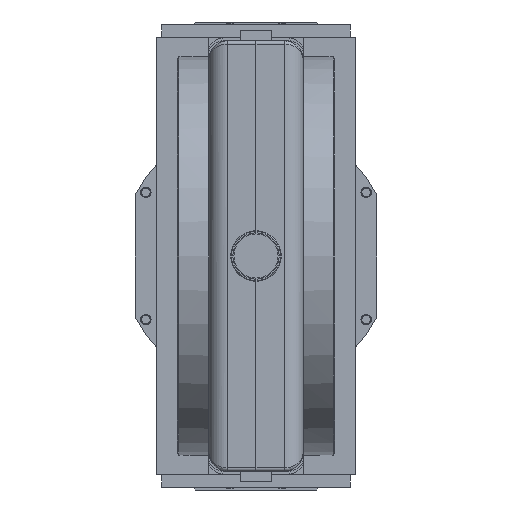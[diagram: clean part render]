
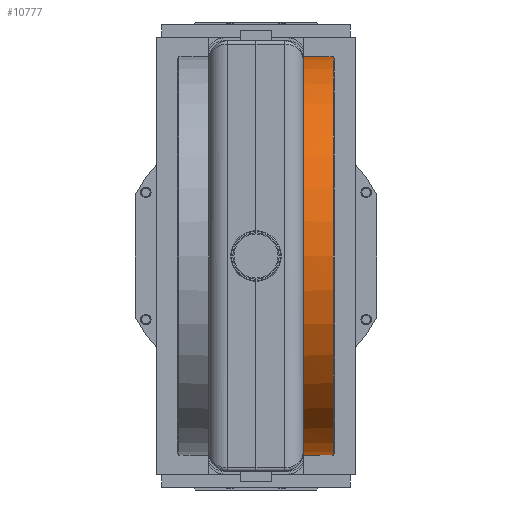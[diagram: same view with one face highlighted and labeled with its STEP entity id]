
A CAD part, left-side view. The second image highlights one B-rep face of the part: STEP entity #10777.
In plain terms, the highlighted cylindrical face has radius 190 mm (diameter 380 mm), a full revolution.
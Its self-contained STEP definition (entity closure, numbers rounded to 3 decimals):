
#8672=CYLINDRICAL_SURFACE('',#32955,190.);
#9987=B_SPLINE_CURVE_WITH_KNOTS('',3,(#42802,#42803,#42804,#42805,#42806,
#42807,#42808,#42809,#42810,#42811,#42812,#42813,#42814,#42815,#42816,#42817,
#42818,#42819),.UNSPECIFIED.,.T.,.F.,(2,2,2,2,2,2,2,2,2,2,2),(-0.125,0.,
0.125,0.25,0.375,0.5,0.625,0.75,0.875,1.,1.125),.UNSPECIFIED.);
#10777=ADVANCED_FACE('BCT_REF_33022',(#16138,#16139,#16140),#8672,.T.);
#13144=LINE('',#42792,#14573);
#13145=LINE('',#42796,#14574);
#13146=LINE('',#42797,#14575);
#13147=LINE('',#42801,#14576);
#14573=VECTOR('',#35867,1.);
#14574=VECTOR('',#35870,1.);
#14575=VECTOR('',#35871,1.);
#14576=VECTOR('',#35874,1.);
#16138=FACE_BOUND('',#17795,.T.);
#16139=FACE_BOUND('',#17796,.T.);
#16140=FACE_BOUND('',#17797,.T.);
#17795=EDGE_LOOP('',(#20450,#20451,#20452,#20453,#20454,#20455,#20456,#20457));
#17796=EDGE_LOOP('',(#20458));
#17797=EDGE_LOOP('',(#20459));
#20450=ORIENTED_EDGE('',*,*,#28836,.T.);
#20451=ORIENTED_EDGE('',*,*,#28870,.T.);
#20452=ORIENTED_EDGE('',*,*,#28871,.F.);
#20453=ORIENTED_EDGE('',*,*,#28872,.T.);
#20454=ORIENTED_EDGE('',*,*,#28866,.T.);
#20455=ORIENTED_EDGE('',*,*,#28873,.F.);
#20456=ORIENTED_EDGE('',*,*,#28874,.T.);
#20457=ORIENTED_EDGE('',*,*,#28875,.F.);
#20458=ORIENTED_EDGE('',*,*,#28876,.F.);
#20459=ORIENTED_EDGE('',*,*,#28877,.F.);
#26380=VERTEX_POINT('',#42706);
#26381=VERTEX_POINT('',#42708);
#26408=VERTEX_POINT('',#42778);
#26409=VERTEX_POINT('',#42779);
#26412=VERTEX_POINT('',#42793);
#26413=VERTEX_POINT('',#42795);
#26414=VERTEX_POINT('',#42798);
#26415=VERTEX_POINT('',#42800);
#26416=VERTEX_POINT('',#42820);
#26417=VERTEX_POINT('',#42822);
#28836=EDGE_CURVE('',#26381,#26380,#31826,.T.);
#28866=EDGE_CURVE('',#26408,#26409,#31849,.T.);
#28870=EDGE_CURVE('',#26380,#26412,#13144,.T.);
#28871=EDGE_CURVE('',#26413,#26412,#31851,.T.);
#28872=EDGE_CURVE('',#26413,#26408,#13145,.T.);
#28873=EDGE_CURVE('',#26414,#26409,#13146,.T.);
#28874=EDGE_CURVE('',#26414,#26415,#31852,.T.);
#28875=EDGE_CURVE('',#26381,#26415,#13147,.T.);
#28876=EDGE_CURVE('',#26416,#26416,#9987,.T.);
#28877=EDGE_CURVE('',#26417,#26417,#31853,.T.);
#31826=CIRCLE('',#32922,190.);
#31849=CIRCLE('',#32949,190.);
#31851=CIRCLE('',#32952,190.);
#31852=CIRCLE('',#32953,190.);
#31853=CIRCLE('',#32954,190.);
#32922=AXIS2_PLACEMENT_3D('',#42707,#35803,#35804);
#32949=AXIS2_PLACEMENT_3D('',#42777,#35861,#35862);
#32952=AXIS2_PLACEMENT_3D('',#42794,#35868,#35869);
#32953=AXIS2_PLACEMENT_3D('',#42799,#35872,#35873);
#32954=AXIS2_PLACEMENT_3D('',#42821,#35875,#35876);
#32955=AXIS2_PLACEMENT_3D('',#42823,#35877,#35878);
#35803=DIRECTION('',(0.,0.,1.));
#35804=DIRECTION('',(0.,-1.,0.));
#35861=DIRECTION('',(0.,0.,1.));
#35862=DIRECTION('',(0.,-1.,0.));
#35867=DIRECTION('',(0.,0.,1.));
#35868=DIRECTION('',(0.,0.,-1.));
#35869=DIRECTION('',(-1.,0.,0.));
#35870=DIRECTION('',(0.,0.,-1.));
#35871=DIRECTION('',(0.,0.,-1.));
#35872=DIRECTION('',(0.,0.,1.));
#35873=DIRECTION('',(1.,0.,0.));
#35874=DIRECTION('',(0.,0.,1.));
#35875=DIRECTION('',(0.,0.,1.));
#35876=DIRECTION('',(0.,-1.,0.));
#35877=DIRECTION('',(0.,0.,1.));
#35878=DIRECTION('',(0.,-1.,0.));
#42706=CARTESIAN_POINT('',(3.,189.976,-73.5));
#42707=CARTESIAN_POINT('',(0.,0.,-73.5));
#42708=CARTESIAN_POINT('',(3.,-189.976,-73.5));
#42777=CARTESIAN_POINT('',(0.,0.,-73.5));
#42778=CARTESIAN_POINT('',(-3.,189.976,-73.5));
#42779=CARTESIAN_POINT('',(-3.,-189.976,-73.5));
#42792=CARTESIAN_POINT('',(3.,189.976,-33.5));
#42793=CARTESIAN_POINT('',(3.,189.976,-72.5));
#42794=CARTESIAN_POINT('',(0.,0.,-72.5));
#42795=CARTESIAN_POINT('',(-3.,189.976,-72.5));
#42796=CARTESIAN_POINT('',(-3.,189.976,-33.5));
#42797=CARTESIAN_POINT('',(-3.,-189.976,-33.5));
#42798=CARTESIAN_POINT('',(-3.,-189.976,-72.5));
#42799=CARTESIAN_POINT('',(0.,0.,-72.5));
#42800=CARTESIAN_POINT('',(3.,-189.976,-72.5));
#42801=CARTESIAN_POINT('',(3.,-189.976,-33.5));
#42802=CARTESIAN_POINT('',(-1.454,190.,-49.5));
#42803=CARTESIAN_POINT('',(1.454,190.,-49.5));
#42804=CARTESIAN_POINT('',(2.875,189.981,-50.096));
#42805=CARTESIAN_POINT('',(4.904,189.939,-52.126));
#42806=CARTESIAN_POINT('',(5.499,189.92,-53.562));
#42807=CARTESIAN_POINT('',(5.501,189.92,-56.432));
#42808=CARTESIAN_POINT('',(4.917,189.939,-57.86));
#42809=CARTESIAN_POINT('',(2.865,189.981,-59.914));
#42810=CARTESIAN_POINT('',(1.438,190.,-60.499));
#42811=CARTESIAN_POINT('',(-1.434,190.,-60.501));
#42812=CARTESIAN_POINT('',(-2.87,189.981,-59.906));
#42813=CARTESIAN_POINT('',(-4.901,189.94,-57.88));
#42814=CARTESIAN_POINT('',(-5.499,189.92,-56.456));
#42815=CARTESIAN_POINT('',(-5.501,189.92,-53.555));
#42816=CARTESIAN_POINT('',(-4.907,189.939,-52.13));
#42817=CARTESIAN_POINT('',(-2.878,189.981,-50.098));
#42818=CARTESIAN_POINT('',(-1.454,190.,-49.5));
#42819=CARTESIAN_POINT('',(1.454,190.,-49.5));
#42820=CARTESIAN_POINT('',(0.,190.,-49.5));
#42821=CARTESIAN_POINT('',(0.,0.,-45.));
#42822=CARTESIAN_POINT('',(0.,-190.,-45.));
#42823=CARTESIAN_POINT('',(0.,0.,-33.5));
